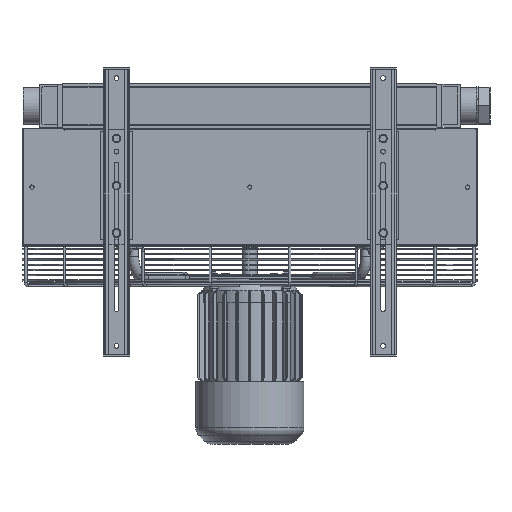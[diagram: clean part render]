
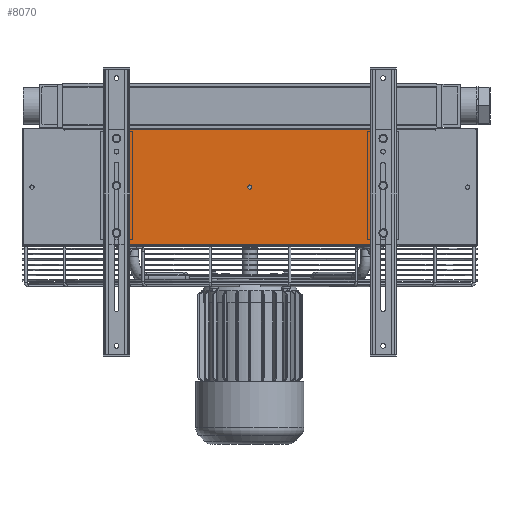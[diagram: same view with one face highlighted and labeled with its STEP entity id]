
A CAD part, left-side view. The second image highlights one B-rep face of the part: STEP entity #8070.
In plain terms, the highlighted free-form (B-spline) face has degree [1, 1] with [2, 2] control points.
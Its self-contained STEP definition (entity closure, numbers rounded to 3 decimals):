
#6244=CARTESIAN_POINT('',(-434.,233.,-45.5));
#6245=VERTEX_POINT('',#6244);
#6295=CARTESIAN_POINT('',(-434.,233.,-264.5));
#6296=VERTEX_POINT('',#6295);
#6965=CARTESIAN_POINT('',(-434.,233.,-45.5));
#6966=DIRECTION('',(0.0,0.0,-1.0));
#6967=VECTOR('',#6966,219.0);
#6968=LINE('',#6965,#6967);
#6969=EDGE_CURVE('',#6245,#6296,#6968,.T.);
#8029=CARTESIAN_POINT('',(-434.,-233.,-264.5));
#8030=CARTESIAN_POINT('',(-434.,-233.,-45.5));
#8031=CARTESIAN_POINT('',(-434.,233.,-264.5));
#8032=CARTESIAN_POINT('',(-434.,233.,-45.5));
#8033=B_SPLINE_SURFACE_WITH_KNOTS('',1,1,((#8029,#8031),(#8030,#8032)),.UNSPECIFIED.,.F.,.F.,.U.,(2,2),(2,2),(0.0,219.),(0.0,466.),.UNSPECIFIED.);
#8034=ORIENTED_EDGE('',*,*,#6969,.T.);
#8035=CARTESIAN_POINT('',(-434.,-233.,-264.5));
#8036=VERTEX_POINT('',#8035);
#8037=CARTESIAN_POINT('',(-434.,-233.,-264.5));
#8038=DIRECTION('',(0.0,1.0,0.0));
#8039=VECTOR('',#8038,466.);
#8040=LINE('',#8037,#8039);
#8041=EDGE_CURVE('',#8036,#6296,#8040,.T.);
#8042=ORIENTED_EDGE('',*,*,#8041,.F.);
#8043=CARTESIAN_POINT('',(-434.,-233.,-45.5));
#8044=VERTEX_POINT('',#8043);
#8045=CARTESIAN_POINT('',(-434.,-233.,-264.5));
#8046=DIRECTION('',(0.0,0.0,1.0));
#8047=VECTOR('',#8046,219.);
#8048=LINE('',#8045,#8047);
#8049=EDGE_CURVE('',#8036,#8044,#8048,.T.);
#8050=ORIENTED_EDGE('',*,*,#8049,.T.);
#8051=CARTESIAN_POINT('',(-434.,-233.,-45.5));
#8052=DIRECTION('',(0.0,1.0,0.0));
#8053=VECTOR('',#8052,466.);
#8054=LINE('',#8051,#8053);
#8055=EDGE_CURVE('',#8044,#6245,#8054,.T.);
#8056=ORIENTED_EDGE('',*,*,#8055,.T.);
#8057=EDGE_LOOP('',(#8034,#8042,#8050,#8056));
#8058=FACE_OUTER_BOUND('',#8057,.T.);
#8059=CARTESIAN_POINT('',(-434.,-4.,-155.));
#8060=VERTEX_POINT('',#8059);
#8061=CARTESIAN_POINT('',(-434.,0.,-155.));
#8062=DIRECTION('',(1.0,0.0,0.0));
#8063=DIRECTION('',(0.0,-1.0,0.0));
#8064=AXIS2_PLACEMENT_3D('',#8061,#8062,#8063);
#8065=CIRCLE('',#8064,4.0);
#8066=EDGE_CURVE('',#8060,#8060,#8065,.T.);
#8067=ORIENTED_EDGE('',*,*,#8066,.T.);
#8068=EDGE_LOOP('',(#8067));
#8069=FACE_BOUND('',#8068,.T.);
#8070=ADVANCED_FACE('',(#8058,#8069),#8033,.T.);
